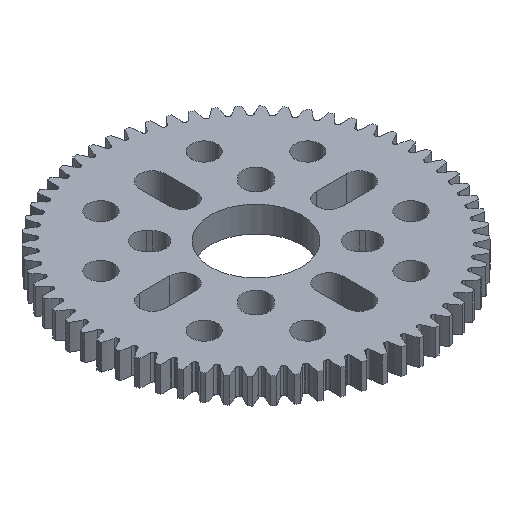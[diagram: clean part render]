
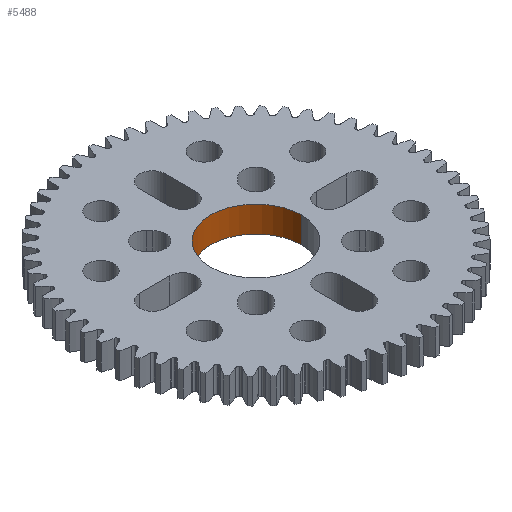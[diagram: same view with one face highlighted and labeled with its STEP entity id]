
A CAD part, isometric view. The second image highlights one B-rep face of the part: STEP entity #5488.
In plain terms, the highlighted cylindrical face has radius 7 mm (diameter 14 mm), a partial arc.
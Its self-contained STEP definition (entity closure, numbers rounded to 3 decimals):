
#1126 = DIRECTION ( 'NONE',  ( 0., 0., 1. ) ) ;
#2496 = EDGE_CURVE ( 'NONE', #3010, #21548, #21269, .T. ) ;
#2687 = CARTESIAN_POINT ( 'NONE',  ( 0., 0., 4. ) ) ;
#3010 = VERTEX_POINT ( 'NONE', #8604 ) ;
#3400 = AXIS2_PLACEMENT_3D ( 'NONE', #20897, #4492, #25018 ) ;
#3748 = LINE ( 'NONE', #25831, #9792 ) ;
#4246 = DIRECTION ( 'NONE',  ( 1., 0., 0. ) ) ;
#4359 = LINE ( 'NONE', #19724, #9518 ) ;
#4492 = DIRECTION ( 'NONE',  ( 0., 0., 1. ) ) ;
#4840 = FACE_OUTER_BOUND ( 'NONE', #17740, .T. ) ;
#5421 = VERTEX_POINT ( 'NONE', #20938 ) ;
#5488 = ADVANCED_FACE ( 'NONE', ( #4840 ), #19044, .F. ) ;
#5930 = EDGE_CURVE ( 'NONE', #5421, #21803, #24171, .T. ) ;
#6068 = CARTESIAN_POINT ( 'NONE',  ( -7., 0., 0. ) ) ;
#6839 = DIRECTION ( 'NONE',  ( 0., 0., 1. ) ) ;
#8604 = CARTESIAN_POINT ( 'NONE',  ( 7., 0., 0. ) ) ;
#8742 = AXIS2_PLACEMENT_3D ( 'NONE', #24775, #16607, #4246 ) ;
#9518 = VECTOR ( 'NONE', #1126, 1000. ) ;
#9792 = VECTOR ( 'NONE', #17589, 1000. ) ;
#10067 = ORIENTED_EDGE ( 'NONE', *, *, #23709, .T. ) ;
#10797 = CARTESIAN_POINT ( 'NONE',  ( -7., 0., 4. ) ) ;
#16607 = DIRECTION ( 'NONE',  ( 0., 0., 1. ) ) ;
#17589 = DIRECTION ( 'NONE',  ( 0., 0., 1. ) ) ;
#17740 = EDGE_LOOP ( 'NONE', ( #19466, #22104, #10067, #26109 ) ) ;
#19044 = CYLINDRICAL_SURFACE ( 'NONE', #8742, 7. ) ;
#19466 = ORIENTED_EDGE ( 'NONE', *, *, #24914, .F. ) ;
#19724 = CARTESIAN_POINT ( 'NONE',  ( 7., 0., 0. ) ) ;
#20897 = CARTESIAN_POINT ( 'NONE',  ( 0., 0., 0. ) ) ;
#20938 = CARTESIAN_POINT ( 'NONE',  ( 7., 0., 4. ) ) ;
#21061 = DIRECTION ( 'NONE',  ( 1., 0., 0. ) ) ;
#21269 = CIRCLE ( 'NONE', #3400, 7. ) ;
#21548 = VERTEX_POINT ( 'NONE', #6068 ) ;
#21803 = VERTEX_POINT ( 'NONE', #10797 ) ;
#22104 = ORIENTED_EDGE ( 'NONE', *, *, #2496, .F. ) ;
#23709 = EDGE_CURVE ( 'NONE', #3010, #5421, #4359, .T. ) ;
#24171 = CIRCLE ( 'NONE', #26516, 7. ) ;
#24775 = CARTESIAN_POINT ( 'NONE',  ( 0., 0., 0. ) ) ;
#24914 = EDGE_CURVE ( 'NONE', #21548, #21803, #3748, .T. ) ;
#25018 = DIRECTION ( 'NONE',  ( 1., 0., 0. ) ) ;
#25831 = CARTESIAN_POINT ( 'NONE',  ( -7., 0., 0. ) ) ;
#26109 = ORIENTED_EDGE ( 'NONE', *, *, #5930, .T. ) ;
#26516 = AXIS2_PLACEMENT_3D ( 'NONE', #2687, #6839, #21061 ) ;
